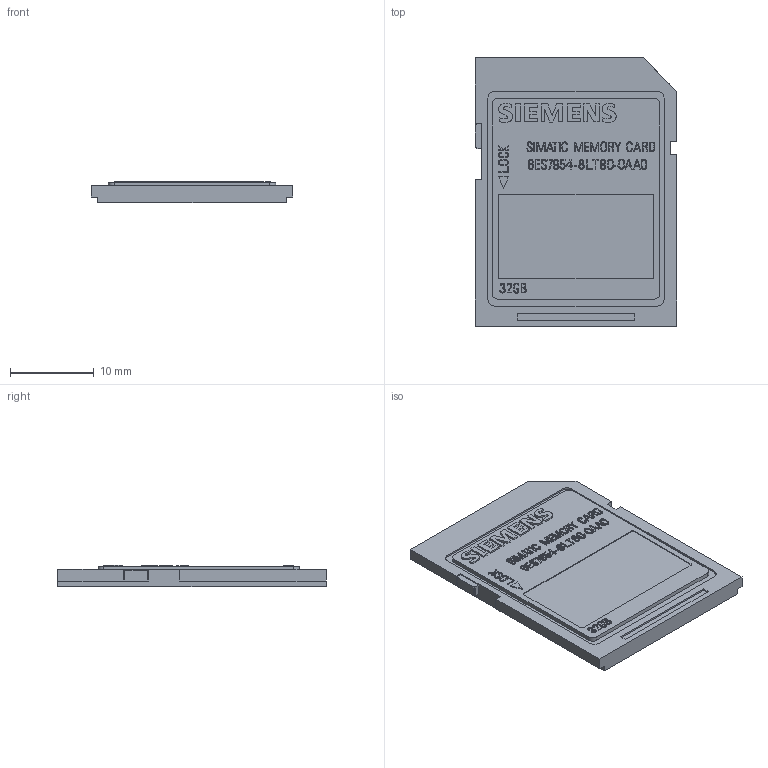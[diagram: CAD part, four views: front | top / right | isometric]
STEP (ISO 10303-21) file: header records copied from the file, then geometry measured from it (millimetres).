
FILE_DESCRIPTION(/* description */ (''),/* implementation_level */ '2;1');
FILE_NAME(/* name */ '6ES7954-8LT80-0AA0_3d.stp',/* time_stamp */ '2022-12-07T17:15:09+08:00',/* author */ (''),/* organization */ (''),/* preprocessor_version */ 'ST-DEVELOPER v18.1',/* originating_system */ 'SIEMENS PLM Software NX 1973',/* authorisation */ '');
FILE_SCHEMA (('AUTOMOTIVE_DESIGN { 1 0 10303 214 3 1 1 1 }'));
Length unit declared in the file: millimetre
Products named in the file (3): A5E52496120A_001; A5E52492830A_001; A5E52496115A_001
Assembly tree (2 placements, depth 2):
  A5E52496115A_001
    A5E52492830A_001
    A5E52496120A_001
Bounding box: 24 x 32 x 2.6 mm (x, y, z)
Volume: 1604.1 mm3; surface area: 1947.4 mm2
Topology: 45 solids, 45 shells, 670 faces, 1704 edges, 1136 vertices
Faces by surface type: plane 480, extrusion 169, cylinder 21
Entity records: 24758 total; most frequent: CARTESIAN_POINT 8751, ORIENTED_EDGE 3408, DIRECTION 2117, EDGE_CURVE 1704, VERTEX_POINT 1136, VECTOR 1015, B_SPLINE_CURVE_WITH_KNOTS 985, LINE 846
